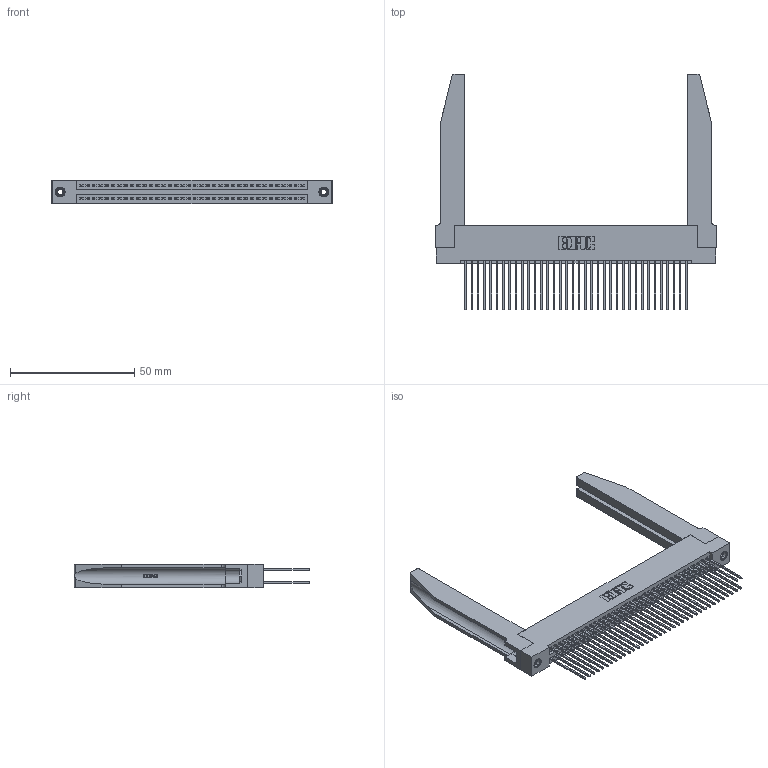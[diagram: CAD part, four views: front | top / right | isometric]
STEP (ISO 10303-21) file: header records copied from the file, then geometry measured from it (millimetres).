
FILE_DESCRIPTION (( 'STEP AP203' ), '1' );
FILE_NAME ('345-072-541-278.STEP', '2019-10-31T03:34:44', ( '' ), ( '' ), 'SwSTEP 2.0', 'SolidWorks 2016', '' );
FILE_SCHEMA (( 'CONFIG_CONTROL_DESIGN' ));
Length unit declared in the file: inch
Products named in the file (5): 345-292-001_345-293-141; 345-250-001_345-250-001-102; 345-072-541-278; 345 Part_Flush Mounting Lugs - 0.156 Dia-TH; 345-220-078_345-220-078
Assembly tree (77 placements, depth 2):
  345-072-541-278
    345 Part_Flush Mounting Lugs - 0.156 Dia-TH
    345-292-001_345-293-141  x72
    345-250-001_345-250-001-102  x2
    345-220-078_345-220-078  x2
Bounding box: 112.67 x 94.92 x 9.4 mm (x, y, z)
Volume: 19073.1 mm3; surface area: 25371.3 mm2
Topology: 77 solids, 77 shells, 3960 faces, 11677 edges, 7678 vertices
Faces by surface type: plane 2598, cylinder 1310, bspline 36, cone 12, torus 4
Entity records: 33812 total; most frequent: CARTESIAN_POINT 6591, ORIENTED_EDGE 5422, DIRECTION 4813, EDGE_CURVE 2711, VECTOR 2341, LINE 2341, VERTEX_POINT 1800, AXIS2_PLACEMENT_3D 1236
